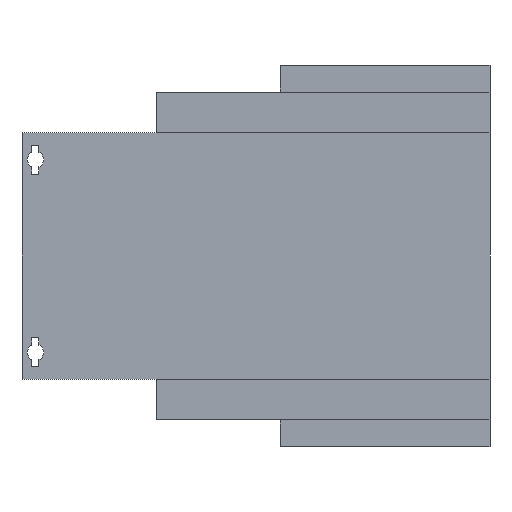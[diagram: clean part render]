
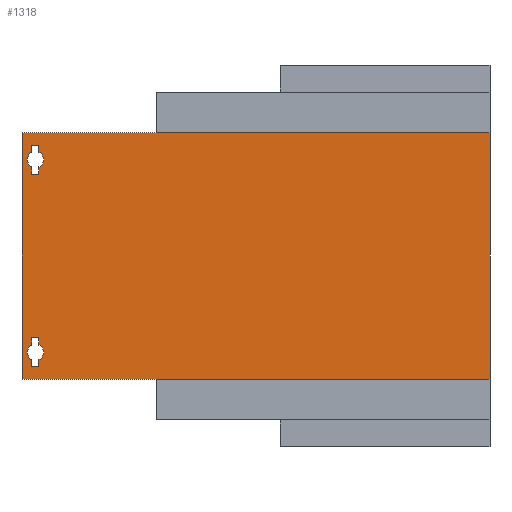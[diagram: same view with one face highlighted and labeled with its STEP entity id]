
A CAD part, front view. The second image highlights one B-rep face of the part: STEP entity #1318.
In plain terms, the highlighted planar face has unit normal (0, -1, 0).
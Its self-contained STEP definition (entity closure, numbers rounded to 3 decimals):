
#21=FACE_BOUND('',#174,.T.);
#22=FACE_BOUND('',#175,.T.);
#27=CIRCLE('',#1392,3.);
#29=CIRCLE('',#1398,3.);
#31=CIRCLE('',#1402,3.);
#33=CIRCLE('',#1408,3.);
#100=FACE_OUTER_BOUND('',#173,.T.);
#173=EDGE_LOOP('',(#1034,#1035,#1036,#1037));
#174=EDGE_LOOP('',(#1038,#1039,#1040,#1041,#1042,#1043,#1044,#1045));
#175=EDGE_LOOP('',(#1046,#1047,#1048,#1049,#1050,#1051,#1052,#1053));
#253=LINE('',#1897,#420);
#257=LINE('',#1905,#424);
#260=LINE('',#1912,#427);
#264=LINE('',#1920,#431);
#268=LINE('',#1932,#435);
#271=LINE('',#1938,#438);
#274=LINE('',#1944,#441);
#278=LINE('',#1955,#445);
#282=LINE('',#1968,#449);
#285=LINE('',#1974,#452);
#288=LINE('',#1980,#455);
#292=LINE('',#1992,#459);
#295=LINE('',#1998,#462);
#298=LINE('',#2003,#465);
#302=LINE('',#2011,#469);
#304=LINE('',#2014,#471);
#420=VECTOR('',#1541,10.);
#424=VECTOR('',#1547,10.);
#427=VECTOR('',#1552,10.);
#431=VECTOR('',#1558,10.);
#435=VECTOR('',#1570,10.);
#438=VECTOR('',#1575,10.);
#441=VECTOR('',#1580,10.);
#445=VECTOR('',#1592,10.);
#449=VECTOR('',#1604,10.);
#452=VECTOR('',#1609,10.);
#455=VECTOR('',#1614,10.);
#459=VECTOR('',#1626,10.);
#462=VECTOR('',#1631,10.);
#465=VECTOR('',#1636,10.);
#469=VECTOR('',#1644,10.);
#471=VECTOR('',#1648,10.);
#573=VERTEX_POINT('',#1895);
#574=VERTEX_POINT('',#1896);
#577=VERTEX_POINT('',#1904);
#579=VERTEX_POINT('',#1910);
#580=VERTEX_POINT('',#1911);
#583=VERTEX_POINT('',#1919);
#585=VERTEX_POINT('',#1925);
#587=VERTEX_POINT('',#1931);
#589=VERTEX_POINT('',#1937);
#591=VERTEX_POINT('',#1943);
#593=VERTEX_POINT('',#1949);
#595=VERTEX_POINT('',#1958);
#596=VERTEX_POINT('',#1959);
#599=VERTEX_POINT('',#1967);
#601=VERTEX_POINT('',#1973);
#603=VERTEX_POINT('',#1979);
#605=VERTEX_POINT('',#1985);
#607=VERTEX_POINT('',#1991);
#609=VERTEX_POINT('',#1997);
#612=VERTEX_POINT('',#2010);
#709=EDGE_CURVE('',#573,#574,#253,.T.);
#713=EDGE_CURVE('',#573,#577,#257,.T.);
#716=EDGE_CURVE('',#579,#580,#260,.T.);
#720=EDGE_CURVE('',#580,#583,#264,.T.);
#723=EDGE_CURVE('',#583,#585,#27,.T.);
#726=EDGE_CURVE('',#585,#587,#268,.T.);
#729=EDGE_CURVE('',#587,#589,#271,.T.);
#732=EDGE_CURVE('',#589,#591,#274,.T.);
#735=EDGE_CURVE('',#591,#593,#29,.T.);
#738=EDGE_CURVE('',#593,#579,#278,.T.);
#740=EDGE_CURVE('',#595,#596,#31,.T.);
#744=EDGE_CURVE('',#596,#599,#282,.T.);
#747=EDGE_CURVE('',#599,#601,#285,.T.);
#750=EDGE_CURVE('',#601,#603,#288,.T.);
#753=EDGE_CURVE('',#603,#605,#33,.T.);
#756=EDGE_CURVE('',#605,#607,#292,.T.);
#759=EDGE_CURVE('',#607,#609,#295,.T.);
#762=EDGE_CURVE('',#609,#595,#298,.T.);
#766=EDGE_CURVE('',#574,#612,#302,.T.);
#768=EDGE_CURVE('',#577,#612,#304,.T.);
#1034=ORIENTED_EDGE('',*,*,#766,.F.);
#1035=ORIENTED_EDGE('',*,*,#709,.F.);
#1036=ORIENTED_EDGE('',*,*,#713,.T.);
#1037=ORIENTED_EDGE('',*,*,#768,.T.);
#1038=ORIENTED_EDGE('',*,*,#740,.F.);
#1039=ORIENTED_EDGE('',*,*,#762,.F.);
#1040=ORIENTED_EDGE('',*,*,#759,.F.);
#1041=ORIENTED_EDGE('',*,*,#756,.F.);
#1042=ORIENTED_EDGE('',*,*,#753,.F.);
#1043=ORIENTED_EDGE('',*,*,#750,.F.);
#1044=ORIENTED_EDGE('',*,*,#747,.F.);
#1045=ORIENTED_EDGE('',*,*,#744,.F.);
#1046=ORIENTED_EDGE('',*,*,#716,.F.);
#1047=ORIENTED_EDGE('',*,*,#738,.F.);
#1048=ORIENTED_EDGE('',*,*,#735,.F.);
#1049=ORIENTED_EDGE('',*,*,#732,.F.);
#1050=ORIENTED_EDGE('',*,*,#729,.F.);
#1051=ORIENTED_EDGE('',*,*,#726,.F.);
#1052=ORIENTED_EDGE('',*,*,#723,.F.);
#1053=ORIENTED_EDGE('',*,*,#720,.F.);
#1251=PLANE('',#1416);
#1318=ADVANCED_FACE('',(#100,#21,#22),#1251,.F.);
#1392=AXIS2_PLACEMENT_3D('',#1926,#1563,#1564);
#1398=AXIS2_PLACEMENT_3D('',#1950,#1585,#1586);
#1402=AXIS2_PLACEMENT_3D('',#1960,#1596,#1597);
#1408=AXIS2_PLACEMENT_3D('',#1986,#1619,#1620);
#1416=AXIS2_PLACEMENT_3D('',#2015,#1649,#1650);
#1541=DIRECTION('',(0.,0.,1.));
#1547=DIRECTION('',(1.,0.,0.));
#1552=DIRECTION('',(-1.,0.,0.));
#1558=DIRECTION('',(0.,0.,-1.));
#1563=DIRECTION('center_axis',(0.,-1.,0.));
#1564=DIRECTION('ref_axis',(1.,0.,0.));
#1570=DIRECTION('',(0.,0.,-1.));
#1575=DIRECTION('',(1.,0.,0.));
#1580=DIRECTION('',(0.,0.,1.));
#1585=DIRECTION('center_axis',(0.,-1.,0.));
#1586=DIRECTION('ref_axis',(1.,0.,0.));
#1592=DIRECTION('',(0.,0.,1.));
#1596=DIRECTION('center_axis',(0.,-1.,0.));
#1597=DIRECTION('ref_axis',(1.,0.,0.));
#1604=DIRECTION('',(0.,0.,1.));
#1609=DIRECTION('',(-1.,0.,0.));
#1614=DIRECTION('',(0.,0.,-1.));
#1619=DIRECTION('center_axis',(0.,-1.,0.));
#1620=DIRECTION('ref_axis',(1.,0.,0.));
#1626=DIRECTION('',(0.,0.,-1.));
#1631=DIRECTION('',(1.,0.,0.));
#1636=DIRECTION('',(0.,0.,1.));
#1644=DIRECTION('',(1.,0.,0.));
#1648=DIRECTION('',(0.,0.,1.));
#1649=DIRECTION('center_axis',(0.,1.,0.));
#1650=DIRECTION('ref_axis',(1.,0.,0.));
#1895=CARTESIAN_POINT('',(-5.,0.,-45.75));
#1896=CARTESIAN_POINT('',(-5.,0.,45.75));
#1897=CARTESIAN_POINT('',(-5.,0.,-35.75));
#1904=CARTESIAN_POINT('',(168.5,0.,-45.75));
#1905=CARTESIAN_POINT('',(5.,0.,-45.75));
#1910=CARTESIAN_POINT('',(1.3,0.,41.15));
#1911=CARTESIAN_POINT('',(-1.3,0.,41.15));
#1912=CARTESIAN_POINT('',(-1.3,0.,41.15));
#1919=CARTESIAN_POINT('',(-1.3,0.,38.454));
#1920=CARTESIAN_POINT('',(-1.3,0.,30.35));
#1925=CARTESIAN_POINT('',(-1.3,0.,33.046));
#1926=CARTESIAN_POINT('Origin',(0.,0.,35.75));
#1931=CARTESIAN_POINT('',(-1.3,0.,30.35));
#1932=CARTESIAN_POINT('',(-1.3,0.,30.35));
#1937=CARTESIAN_POINT('',(1.3,0.,30.35));
#1938=CARTESIAN_POINT('',(1.3,0.,30.35));
#1943=CARTESIAN_POINT('',(1.3,0.,33.046));
#1944=CARTESIAN_POINT('',(1.3,0.,41.15));
#1949=CARTESIAN_POINT('',(1.3,0.,38.454));
#1950=CARTESIAN_POINT('Origin',(0.,0.,35.75));
#1955=CARTESIAN_POINT('',(1.3,0.,41.15));
#1958=CARTESIAN_POINT('',(1.3,0.,-38.454));
#1959=CARTESIAN_POINT('',(1.3,0.,-33.046));
#1960=CARTESIAN_POINT('Origin',(0.,0.,-35.75));
#1967=CARTESIAN_POINT('',(1.3,0.,-30.35));
#1968=CARTESIAN_POINT('',(1.3,0.,-41.15));
#1973=CARTESIAN_POINT('',(-1.3,0.,-30.35));
#1974=CARTESIAN_POINT('',(1.3,0.,-30.35));
#1979=CARTESIAN_POINT('',(-1.3,0.,-33.046));
#1980=CARTESIAN_POINT('',(-1.3,0.,-30.35));
#1985=CARTESIAN_POINT('',(-1.3,0.,-38.454));
#1986=CARTESIAN_POINT('Origin',(0.,0.,-35.75));
#1991=CARTESIAN_POINT('',(-1.3,0.,-41.15));
#1992=CARTESIAN_POINT('',(-1.3,0.,-30.35));
#1997=CARTESIAN_POINT('',(1.3,0.,-41.15));
#1998=CARTESIAN_POINT('',(-1.3,0.,-41.15));
#2003=CARTESIAN_POINT('',(1.3,0.,-41.15));
#2010=CARTESIAN_POINT('',(168.5,0.,45.75));
#2011=CARTESIAN_POINT('',(40.875,0.,45.75));
#2014=CARTESIAN_POINT('',(168.5,0.,45.75));
#2015=CARTESIAN_POINT('Origin',(0.,0.,0.));
